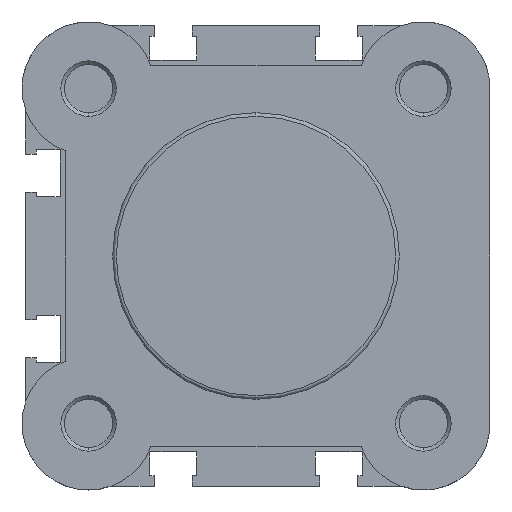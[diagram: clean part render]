
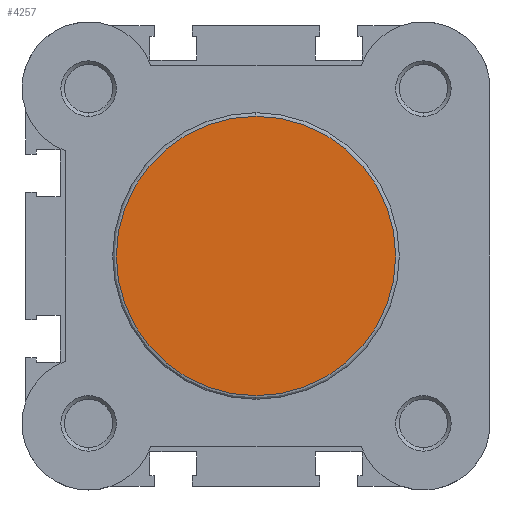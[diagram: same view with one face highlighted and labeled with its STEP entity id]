
A CAD part, left-side view. The second image highlights one B-rep face of the part: STEP entity #4257.
In plain terms, the highlighted planar face has unit normal (-1, 0, 0).
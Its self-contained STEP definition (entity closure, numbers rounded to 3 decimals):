
#28 = VERTEX_POINT ( 'NONE', #447 ) ;
#29 = VERTEX_POINT ( 'NONE', #432 ) ;
#432 = CARTESIAN_POINT ( 'NONE',  ( 0., 0., 19.4 ) ) ;
#447 = CARTESIAN_POINT ( 'NONE',  ( 0., 0., -19.4 ) ) ;
#988 = FACE_OUTER_BOUND ( 'NONE', #2067, .T. ) ;
#1268 = CIRCLE ( 'NONE', #5111, 19.4 ) ;
#1296 = CIRCLE ( 'NONE', #5120, 19.4 ) ;
#2067 = EDGE_LOOP ( 'NONE', ( #2917, #2918 ) ) ;
#2917 = ORIENTED_EDGE ( 'NONE', *, *, #4420, .T. ) ;
#2918 = ORIENTED_EDGE ( 'NONE', *, *, #4438, .T. ) ;
#4257 = ADVANCED_FACE ( 'NONE', ( #988 ), #5521, .F. ) ;
#4420 = EDGE_CURVE ( 'NONE', #28, #29, #1268, .T. ) ;
#4438 = EDGE_CURVE ( 'NONE', #29, #28, #1296, .T. ) ;
#4992 = AXIS2_PLACEMENT_3D ( 'NONE', #5520, #5522, #5523 ) ;
#5111 = AXIS2_PLACEMENT_3D ( 'NONE', #6001, #6007, #6008 ) ;
#5120 = AXIS2_PLACEMENT_3D ( 'NONE', #6052, #6053, #6054 ) ;
#5520 = CARTESIAN_POINT ( 'NONE',  ( 0., 19.9, 0. ) ) ;
#5521 = PLANE ( 'NONE',  #4992 ) ;
#5522 = DIRECTION ( 'NONE',  ( 1., 0., 0. ) ) ;
#5523 = DIRECTION ( 'NONE',  ( 0., 0., -1. ) ) ;
#6001 = CARTESIAN_POINT ( 'NONE',  ( 0., 0., 0. ) ) ;
#6007 = DIRECTION ( 'NONE',  ( -1., 0., 0. ) ) ;
#6008 = DIRECTION ( 'NONE',  ( 0., 0., -1. ) ) ;
#6052 = CARTESIAN_POINT ( 'NONE',  ( 0., 0., 0. ) ) ;
#6053 = DIRECTION ( 'NONE',  ( -1., 0., 0. ) ) ;
#6054 = DIRECTION ( 'NONE',  ( 0., 0., -1. ) ) ;
